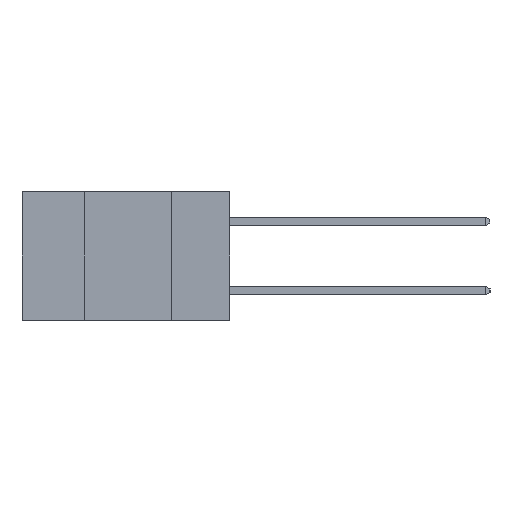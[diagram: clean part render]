
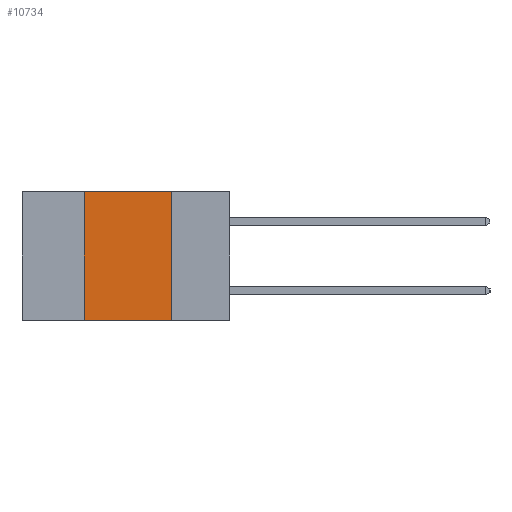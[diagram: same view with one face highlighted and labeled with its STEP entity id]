
A CAD part, left-side view. The second image highlights one B-rep face of the part: STEP entity #10734.
In plain terms, the highlighted planar face has unit normal (-1, 0, 0).
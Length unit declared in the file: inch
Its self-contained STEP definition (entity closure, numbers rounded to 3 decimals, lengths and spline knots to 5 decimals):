
#477 = CARTESIAN_POINT ( 'NONE',  ( 0., 0.6, 0. ) ) ;
#2707 = VECTOR ( 'NONE', #16396, 39.37008 ) ;
#2911 = EDGE_CURVE ( 'NONE', #7851, #11407, #14212, .T. ) ;
#3210 = DIRECTION ( 'NONE',  ( 1., 0., 0. ) ) ;
#3328 = EDGE_CURVE ( 'NONE', #3809, #11781, #4774, .T. ) ;
#3809 = VERTEX_POINT ( 'NONE', #4329 ) ;
#4329 = CARTESIAN_POINT ( 'NONE',  ( 0., 0.17, 0. ) ) ;
#4338 = CARTESIAN_POINT ( 'NONE',  ( 0., 0.42, -0.37 ) ) ;
#4375 = DIRECTION ( 'NONE',  ( 0., -1., 0. ) ) ;
#4774 = LINE ( 'NONE', #14069, #14585 ) ;
#4782 = DIRECTION ( 'NONE',  ( 0., 0., 1. ) ) ;
#4831 = CARTESIAN_POINT ( 'NONE',  ( 0., 0.42, -0.37 ) ) ;
#7851 = VERTEX_POINT ( 'NONE', #4338 ) ;
#8014 = EDGE_CURVE ( 'NONE', #7851, #11781, #12569, .T. ) ;
#8695 = ORIENTED_EDGE ( 'NONE', *, *, #3328, .F. ) ;
#9493 = EDGE_LOOP ( 'NONE', ( #8695, #13643, #11900, #10922 ) ) ;
#9673 = PLANE ( 'NONE',  #12593 ) ;
#9750 = VECTOR ( 'NONE', #4375, 39.37008 ) ;
#10688 = EDGE_CURVE ( 'NONE', #11407, #3809, #13079, .T. ) ;
#10734 = ADVANCED_FACE ( 'NONE', ( #12309 ), #9673, .F. ) ;
#10890 = VECTOR ( 'NONE', #4782, 39.37008 ) ;
#10922 = ORIENTED_EDGE ( 'NONE', *, *, #8014, .T. ) ;
#10940 = CARTESIAN_POINT ( 'NONE',  ( 0., 0.6, 0. ) ) ;
#11407 = VERTEX_POINT ( 'NONE', #15820 ) ;
#11781 = VERTEX_POINT ( 'NONE', #16523 ) ;
#11900 = ORIENTED_EDGE ( 'NONE', *, *, #2911, .F. ) ;
#12210 = DIRECTION ( 'NONE',  ( 0., 0., -1. ) ) ;
#12309 = FACE_OUTER_BOUND ( 'NONE', #9493, .T. ) ;
#12569 = LINE ( 'NONE', #16319, #2707 ) ;
#12593 = AXIS2_PLACEMENT_3D ( 'NONE', #10940, #3210, #12210 ) ;
#13079 = LINE ( 'NONE', #477, #9750 ) ;
#13643 = ORIENTED_EDGE ( 'NONE', *, *, #10688, .F. ) ;
#14069 = CARTESIAN_POINT ( 'NONE',  ( 0., 0.17, -0.37 ) ) ;
#14212 = LINE ( 'NONE', #4831, #10890 ) ;
#14585 = VECTOR ( 'NONE', #15960, 39.37008 ) ;
#15820 = CARTESIAN_POINT ( 'NONE',  ( 0., 0.42, 0. ) ) ;
#15960 = DIRECTION ( 'NONE',  ( 0., 0., -1. ) ) ;
#16319 = CARTESIAN_POINT ( 'NONE',  ( 0., 0.6, -0.37 ) ) ;
#16396 = DIRECTION ( 'NONE',  ( 0., -1., 0. ) ) ;
#16523 = CARTESIAN_POINT ( 'NONE',  ( 0., 0.17, -0.37 ) ) ;
